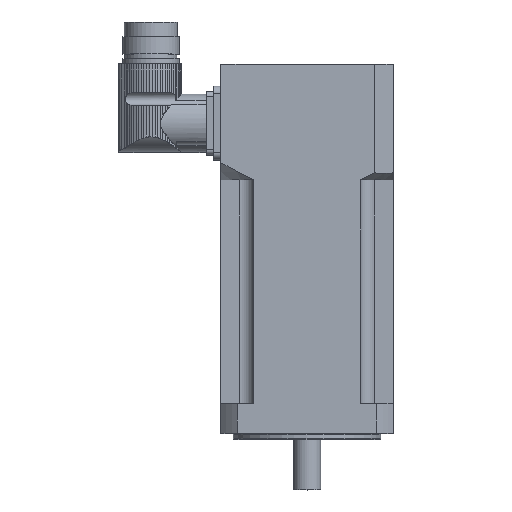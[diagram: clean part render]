
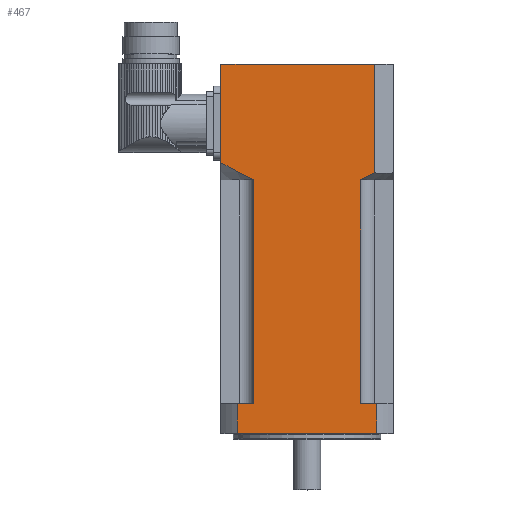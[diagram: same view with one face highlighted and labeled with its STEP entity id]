
A CAD part, top view. The second image highlights one B-rep face of the part: STEP entity #467.
In plain terms, the highlighted planar face has unit normal (0, 0, 1).
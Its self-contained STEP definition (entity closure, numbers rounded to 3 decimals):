
#316=B_SPLINE_CURVE_WITH_KNOTS('',3,(#6502,#6503,#6504,#6505),.UNSPECIFIED.,
.F.,.F.,(4,4),(0.,1.),.UNSPECIFIED.);
#317=B_SPLINE_CURVE_WITH_KNOTS('',3,(#6513,#6514,#6515,#6516),.UNSPECIFIED.,
.F.,.F.,(4,4),(0.,1.),.UNSPECIFIED.);
#467=ADVANCED_FACE('',(#792),#718,.T.);
#718=PLANE('',#4614);
#792=FACE_OUTER_BOUND('',#1031,.T.);
#1031=EDGE_LOOP('',(#1606,#1607,#1608,#1609,#1610,#1611,#1612,#1613,#1614,
#1615,#1616,#1617,#1618,#1619,#1620));
#1606=ORIENTED_EDGE('',*,*,#3405,.T.);
#1607=ORIENTED_EDGE('',*,*,#3406,.T.);
#1608=ORIENTED_EDGE('',*,*,#3407,.T.);
#1609=ORIENTED_EDGE('',*,*,#3354,.F.);
#1610=ORIENTED_EDGE('',*,*,#3408,.F.);
#1611=ORIENTED_EDGE('',*,*,#3409,.T.);
#1612=ORIENTED_EDGE('',*,*,#3410,.F.);
#1613=ORIENTED_EDGE('',*,*,#3411,.F.);
#1614=ORIENTED_EDGE('',*,*,#3412,.F.);
#1615=ORIENTED_EDGE('',*,*,#3413,.F.);
#1616=ORIENTED_EDGE('',*,*,#3414,.F.);
#1617=ORIENTED_EDGE('',*,*,#3415,.F.);
#1618=ORIENTED_EDGE('',*,*,#3416,.T.);
#1619=ORIENTED_EDGE('',*,*,#3417,.T.);
#1620=ORIENTED_EDGE('',*,*,#3418,.F.);
#2899=VERTEX_POINT('',#6379);
#2901=VERTEX_POINT('',#6382);
#2950=VERTEX_POINT('',#6506);
#2951=VERTEX_POINT('',#6507);
#2952=VERTEX_POINT('',#6509);
#2953=VERTEX_POINT('',#6512);
#2954=VERTEX_POINT('',#6517);
#2955=VERTEX_POINT('',#6519);
#2956=VERTEX_POINT('',#6521);
#2957=VERTEX_POINT('',#6523);
#2958=VERTEX_POINT('',#6525);
#2959=VERTEX_POINT('',#6527);
#2960=VERTEX_POINT('',#6529);
#2961=VERTEX_POINT('',#6531);
#2962=VERTEX_POINT('',#6533);
#3354=EDGE_CURVE('',#2899,#2901,#4019,.T.);
#3405=EDGE_CURVE('',#2950,#2951,#316,.T.);
#3406=EDGE_CURVE('',#2951,#2952,#4060,.T.);
#3407=EDGE_CURVE('',#2952,#2901,#4061,.T.);
#3408=EDGE_CURVE('',#2953,#2899,#4062,.T.);
#3409=EDGE_CURVE('',#2953,#2954,#317,.T.);
#3410=EDGE_CURVE('',#2955,#2954,#4063,.T.);
#3411=EDGE_CURVE('',#2956,#2955,#4064,.T.);
#3412=EDGE_CURVE('',#2957,#2956,#4065,.T.);
#3413=EDGE_CURVE('',#2958,#2957,#4066,.T.);
#3414=EDGE_CURVE('',#2959,#2958,#4067,.T.);
#3415=EDGE_CURVE('',#2960,#2959,#4068,.T.);
#3416=EDGE_CURVE('',#2960,#2961,#4069,.T.);
#3417=EDGE_CURVE('',#2961,#2962,#4070,.T.);
#3418=EDGE_CURVE('',#2950,#2962,#4071,.T.);
#4019=LINE('',#6381,#4311);
#4060=LINE('',#6508,#4352);
#4061=LINE('',#6510,#4353);
#4062=LINE('',#6511,#4354);
#4063=LINE('',#6518,#4355);
#4064=LINE('',#6520,#4356);
#4065=LINE('',#6522,#4357);
#4066=LINE('',#6524,#4358);
#4067=LINE('',#6526,#4359);
#4068=LINE('',#6528,#4360);
#4069=LINE('',#6530,#4361);
#4070=LINE('',#6532,#4362);
#4071=LINE('',#6534,#4363);
#4311=VECTOR('',#5114,1.);
#4352=VECTOR('',#5169,1.);
#4353=VECTOR('',#5170,1.);
#4354=VECTOR('',#5171,1.);
#4355=VECTOR('',#5172,1.);
#4356=VECTOR('',#5173,1.);
#4357=VECTOR('',#5174,1.);
#4358=VECTOR('',#5175,1.);
#4359=VECTOR('',#5176,1.);
#4360=VECTOR('',#5177,1.);
#4361=VECTOR('',#5178,1.);
#4362=VECTOR('',#5179,1.);
#4363=VECTOR('',#5180,1.);
#4614=AXIS2_PLACEMENT_3D('',#6535,#5181,#5182);
#5114=DIRECTION('',(0.,1.,0.));
#5169=DIRECTION('',(0.,1.,0.));
#5170=DIRECTION('',(-1.,0.,0.));
#5171=DIRECTION('',(-1.,0.,0.));
#5172=DIRECTION('',(1.,0.,0.));
#5173=DIRECTION('',(0.,1.,0.));
#5174=DIRECTION('',(1.,0.,0.));
#5175=DIRECTION('',(0.,1.,0.));
#5176=DIRECTION('',(-1.,0.,0.));
#5177=DIRECTION('',(0.,-1.,0.));
#5178=DIRECTION('',(-1.,0.,0.));
#5179=DIRECTION('',(0.,1.,0.));
#5180=DIRECTION('',(1.,0.,0.));
#5181=DIRECTION('',(0.,0.,1.));
#5182=DIRECTION('',(1.,0.,0.));
#6379=CARTESIAN_POINT('',(-35.,109.5,35.));
#6381=CARTESIAN_POINT('',(-35.,149.5,35.));
#6382=CARTESIAN_POINT('',(-35.,149.5,35.));
#6502=CARTESIAN_POINT('',(21.641,102.5,35.));
#6503=CARTESIAN_POINT('',(23.627,103.377,35.));
#6504=CARTESIAN_POINT('',(25.577,104.323,35.));
#6505=CARTESIAN_POINT('',(27.5,105.32,35.));
#6506=CARTESIAN_POINT('',(21.641,102.5,35.));
#6507=CARTESIAN_POINT('',(27.5,105.32,35.));
#6508=CARTESIAN_POINT('',(27.5,51.,35.));
#6509=CARTESIAN_POINT('',(27.5,149.5,35.));
#6510=CARTESIAN_POINT('',(35.,149.5,35.));
#6511=CARTESIAN_POINT('',(0.,109.5,35.));
#6512=CARTESIAN_POINT('',(-34.993,109.5,35.));
#6513=CARTESIAN_POINT('',(-34.993,109.5,35.));
#6514=CARTESIAN_POINT('',(-30.665,106.932,35.));
#6515=CARTESIAN_POINT('',(-26.249,104.533,35.));
#6516=CARTESIAN_POINT('',(-21.641,102.5,35.));
#6517=CARTESIAN_POINT('',(-21.641,102.5,35.));
#6518=CARTESIAN_POINT('',(0.,102.5,35.));
#6519=CARTESIAN_POINT('',(-21.75,102.5,35.));
#6520=CARTESIAN_POINT('',(-21.75,11.5,35.));
#6521=CARTESIAN_POINT('',(-21.75,11.5,35.));
#6522=CARTESIAN_POINT('',(-35.,11.5,35.));
#6523=CARTESIAN_POINT('',(-28.284,11.5,35.));
#6524=CARTESIAN_POINT('',(-28.284,-0.5,35.));
#6525=CARTESIAN_POINT('',(-28.284,-0.5,35.));
#6526=CARTESIAN_POINT('',(0.,-0.5,35.));
#6527=CARTESIAN_POINT('',(28.284,-0.5,35.));
#6528=CARTESIAN_POINT('',(28.284,-0.5,35.));
#6529=CARTESIAN_POINT('',(28.284,11.5,35.));
#6530=CARTESIAN_POINT('',(35.,11.5,35.));
#6531=CARTESIAN_POINT('',(21.75,11.5,35.));
#6532=CARTESIAN_POINT('',(21.75,11.5,35.));
#6533=CARTESIAN_POINT('',(21.75,102.5,35.));
#6534=CARTESIAN_POINT('',(0.,102.5,35.));
#6535=CARTESIAN_POINT('',(0.,51.,35.));
